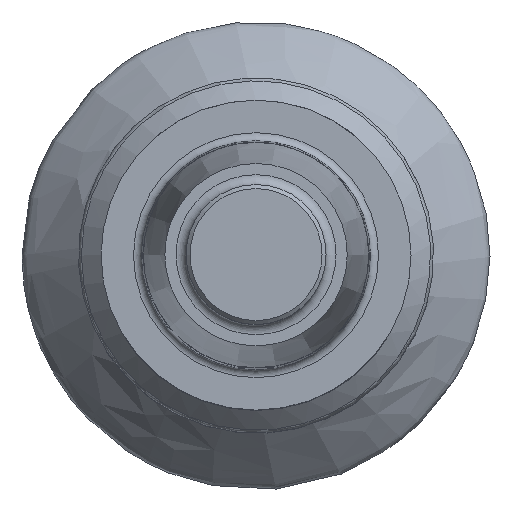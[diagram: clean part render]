
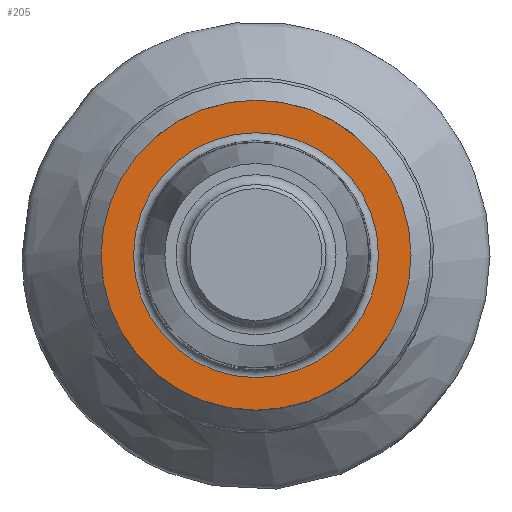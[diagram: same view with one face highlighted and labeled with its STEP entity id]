
A CAD part, top view. The second image highlights one B-rep face of the part: STEP entity #205.
In plain terms, the highlighted planar face has unit normal (0, 0, 1).
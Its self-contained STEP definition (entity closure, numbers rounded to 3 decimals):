
#177=FACE_BOUND('',#268,.T.);
#178=FACE_BOUND('',#269,.T.);
#205=ADVANCED_FACE('CLONE_TP_FACE',(#177,#178),#226,.F.);
#226=PLANE('',#590);
#268=EDGE_LOOP('',(#330));
#269=EDGE_LOOP('',(#331));
#330=ORIENTED_EDGE('',*,*,#440,.T.);
#331=ORIENTED_EDGE('',*,*,#439,.F.);
#404=VERTEX_POINT('',#969);
#405=VERTEX_POINT('',#972);
#439=EDGE_CURVE('',#404,#404,#469,.T.);
#440=EDGE_CURVE('',#405,#405,#470,.T.);
#469=CIRCLE('',#587,7.75);
#470=CIRCLE('',#589,6.124);
#587=AXIS2_PLACEMENT_3D('',#968,#683,#684);
#589=AXIS2_PLACEMENT_3D('',#971,#687,#688);
#590=AXIS2_PLACEMENT_3D('',#973,#689,#690);
#683=DIRECTION('',(0.,0.,-1.));
#684=DIRECTION('',(-1.,0.,0.));
#687=DIRECTION('',(0.,0.,-1.));
#688=DIRECTION('',(-1.,0.,0.));
#689=DIRECTION('',(0.,0.,-1.));
#690=DIRECTION('',(-1.,0.,0.));
#968=CARTESIAN_POINT('',(0.,0.,0.));
#969=CARTESIAN_POINT('',(-7.75,0.,0.));
#971=CARTESIAN_POINT('',(0.,0.,0.));
#972=CARTESIAN_POINT('',(-6.124,0.,0.));
#973=CARTESIAN_POINT('',(-5.739,0.,0.));
